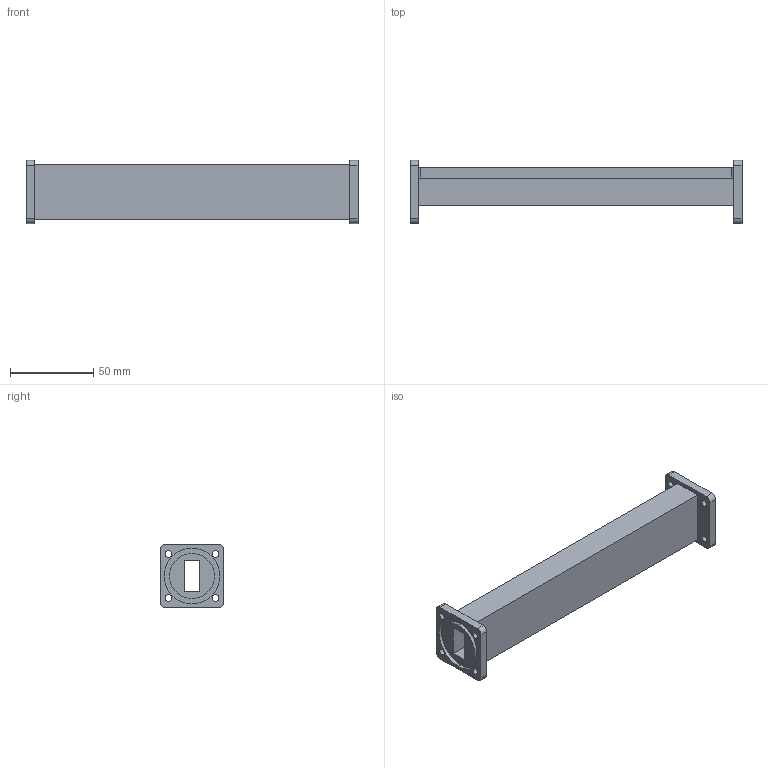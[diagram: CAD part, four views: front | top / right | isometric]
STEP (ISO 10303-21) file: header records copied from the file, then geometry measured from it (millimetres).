
FILE_DESCRIPTION (( 'STEP AP214' ), '1' );
FILE_NAME ('FMW75F001_3D.step', '2023-06-15T15:13:40', ( '' ), ( '' ), 'SwSTEP 2.0', 'SolidWorks 2022', '' );
FILE_SCHEMA (( 'AUTOMOTIVE_DESIGN' ));
Length unit declared in the file: inch
Products named in the file (1): FMW75F001_3D
Bounding box: 200 x 38 x 38 mm (x, y, z)
Volume: 98355.7 mm3; surface area: 42684.7 mm2
Topology: 1 solids, 1 shells, 1644 faces, 4438 edges, 2944 vertices
Faces by surface type: plane 940, cone 576, cylinder 128
Entity records: 52810 total; most frequent: CARTESIAN_POINT 12483, ORIENTED_EDGE 8876, DIRECTION 7748, EDGE_CURVE 4438, VERTEX_POINT 2944, AXIS2_PLACEMENT_3D 2817, LINE 2114, VECTOR 2114
